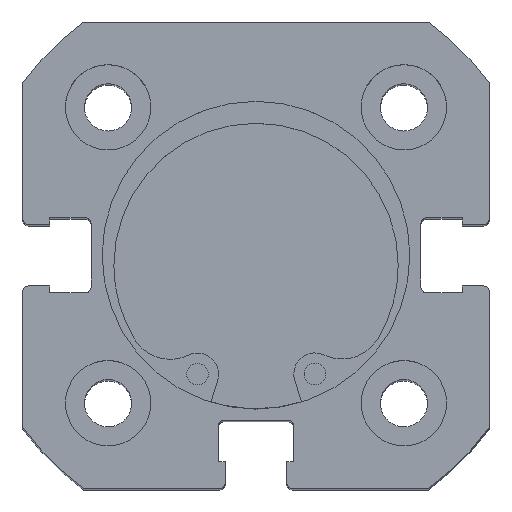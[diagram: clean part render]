
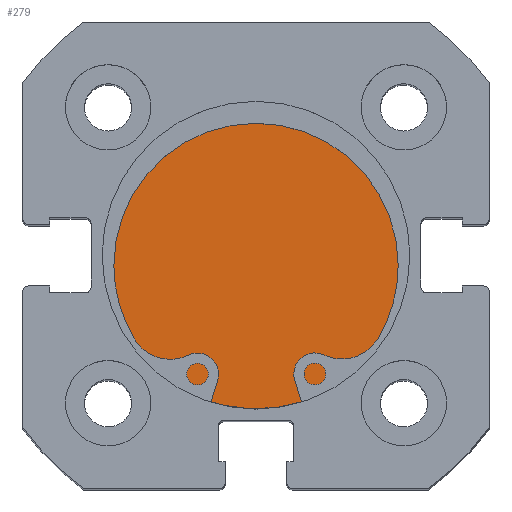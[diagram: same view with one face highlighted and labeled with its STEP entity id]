
A CAD part, top view. The second image highlights one B-rep face of the part: STEP entity #279.
In plain terms, the highlighted face is planar.
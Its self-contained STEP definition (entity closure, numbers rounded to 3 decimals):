
#170 = ORIENTED_EDGE ( 'NONE', *, *, #4920, .F. ) ;
#181 = ORIENTED_EDGE ( 'NONE', *, *, #4909, .F. ) ;
#279 = ADVANCED_FACE ( 'NONE', ( #3844 ), #2404, .F. ) ;
#1439 = CARTESIAN_POINT ( 'NONE',  ( 6., 0., 0. ) ) ;
#1445 = DIRECTION ( 'NONE',  ( -1., 0., 0. ) ) ;
#1446 = DIRECTION ( 'NONE',  ( 0., 0., 1. ) ) ;
#1473 = CARTESIAN_POINT ( 'NONE',  ( 6., 0., 0. ) ) ;
#1475 = DIRECTION ( 'NONE',  ( -1., 0., 0. ) ) ;
#1476 = DIRECTION ( 'NONE',  ( 0., 0., 1. ) ) ;
#1940 = CIRCLE ( 'NONE', #5336, 13.5 ) ;
#1955 = CIRCLE ( 'NONE', #5340, 13.5 ) ;
#2185 = VERTEX_POINT ( 'NONE', #3090 ) ;
#2186 = VERTEX_POINT ( 'NONE', #3091 ) ;
#2404 = PLANE ( 'NONE',  #5006 ) ;
#2435 = CARTESIAN_POINT ( 'NONE',  ( 6., 13.5, 0. ) ) ;
#2453 = DIRECTION ( 'NONE',  ( -1., 0., 0. ) ) ;
#2454 = DIRECTION ( 'NONE',  ( 0., 0., 1. ) ) ;
#3090 = CARTESIAN_POINT ( 'NONE',  ( 6., 0., 13.5 ) ) ;
#3091 = CARTESIAN_POINT ( 'NONE',  ( 6., 0., -13.5 ) ) ;
#3844 = FACE_OUTER_BOUND ( 'NONE', #5668, .T. ) ;
#4909 = EDGE_CURVE ( 'NONE', #2185, #2186, #1940, .T. ) ;
#4920 = EDGE_CURVE ( 'NONE', #2186, #2185, #1955, .T. ) ;
#5006 = AXIS2_PLACEMENT_3D ( 'NONE', #2435, #2453, #2454 ) ;
#5336 = AXIS2_PLACEMENT_3D ( 'NONE', #1439, #1445, #1446 ) ;
#5340 = AXIS2_PLACEMENT_3D ( 'NONE', #1473, #1475, #1476 ) ;
#5668 = EDGE_LOOP ( 'NONE', ( #181, #170 ) ) ;
